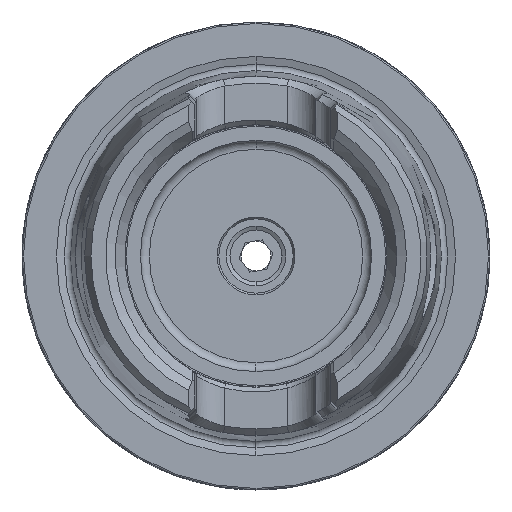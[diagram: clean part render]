
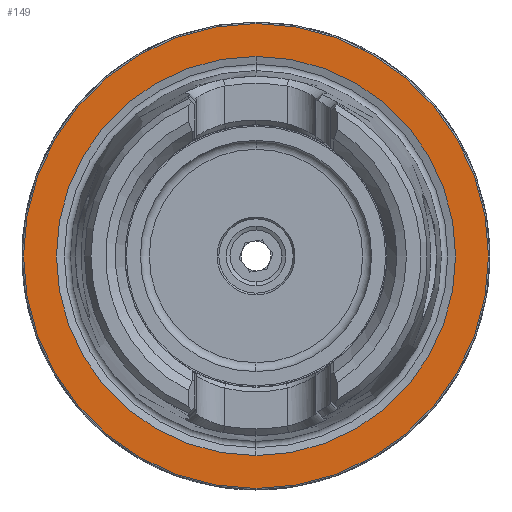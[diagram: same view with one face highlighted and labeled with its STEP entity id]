
A CAD part, left-side view. The second image highlights one B-rep face of the part: STEP entity #149.
In plain terms, the highlighted planar face has unit normal (-1, 0, 0).
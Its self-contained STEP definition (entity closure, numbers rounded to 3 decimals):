
#149 = ADVANCED_FACE ( 'NONE', ( #3200, #3198 ), #394, .F. ) ;
#391 = CARTESIAN_POINT ( 'NONE',  ( 0., 31.275, 0. ) ) ;
#394 = PLANE ( 'NONE',  #4181 ) ;
#396 = DIRECTION ( 'NONE',  ( 1., 0., 0. ) ) ;
#397 = DIRECTION ( 'NONE',  ( 0., 0., -1. ) ) ;
#755 = VERTEX_POINT ( 'NONE', #5121 ) ;
#765 = VERTEX_POINT ( 'NONE', #5131 ) ;
#782 = VERTEX_POINT ( 'NONE', #5148 ) ;
#786 = VERTEX_POINT ( 'NONE', #5152 ) ;
#1345 = EDGE_CURVE ( 'NONE', #782, #755, #3813, .T. ) ;
#1348 = EDGE_CURVE ( 'NONE', #786, #765, #3819, .T. ) ;
#1410 = EDGE_CURVE ( 'NONE', #765, #786, #3865, .T. ) ;
#1411 = EDGE_CURVE ( 'NONE', #755, #782, #3866, .T. ) ;
#1869 = ORIENTED_EDGE ( 'NONE', *, *, #1411, .F. ) ;
#1870 = ORIENTED_EDGE ( 'NONE', *, *, #1345, .F. ) ;
#1871 = ORIENTED_EDGE ( 'NONE', *, *, #1348, .T. ) ;
#1872 = ORIENTED_EDGE ( 'NONE', *, *, #1410, .T. ) ;
#2739 = EDGE_LOOP ( 'NONE', ( #1871, #1872 ) ) ;
#2740 = EDGE_LOOP ( 'NONE', ( #1869, #1870 ) ) ;
#3198 = FACE_OUTER_BOUND ( 'NONE', #2739, .T. ) ;
#3200 = FACE_BOUND ( 'NONE', #2740, .T. ) ;
#3813 = CIRCLE ( 'NONE', #4403, 26.85 ) ;
#3819 = CIRCLE ( 'NONE', #4405, 31.275 ) ;
#3865 = CIRCLE ( 'NONE', #4437, 31.275 ) ;
#3866 = CIRCLE ( 'NONE', #4438, 26.85 ) ;
#4181 = AXIS2_PLACEMENT_3D ( 'NONE', #391, #396, #397 ) ;
#4403 = AXIS2_PLACEMENT_3D ( 'NONE', #7212, #7213, #7214 ) ;
#4405 = AXIS2_PLACEMENT_3D ( 'NONE', #7219, #7220, #7221 ) ;
#4437 = AXIS2_PLACEMENT_3D ( 'NONE', #7437, #7438, #7439 ) ;
#4438 = AXIS2_PLACEMENT_3D ( 'NONE', #7440, #7441, #7442 ) ;
#5121 = CARTESIAN_POINT ( 'NONE',  ( 0., 0., 26.85 ) ) ;
#5131 = CARTESIAN_POINT ( 'NONE',  ( 0., 0., -31.275 ) ) ;
#5148 = CARTESIAN_POINT ( 'NONE',  ( 0., 0., -26.85 ) ) ;
#5152 = CARTESIAN_POINT ( 'NONE',  ( 0., 0., 31.275 ) ) ;
#7212 = CARTESIAN_POINT ( 'NONE',  ( 0., 0., 0. ) ) ;
#7213 = DIRECTION ( 'NONE',  ( -1., 0., 0. ) ) ;
#7214 = DIRECTION ( 'NONE',  ( 0., 0., 1. ) ) ;
#7219 = CARTESIAN_POINT ( 'NONE',  ( 0., 0., 0. ) ) ;
#7220 = DIRECTION ( 'NONE',  ( -1., 0., 0. ) ) ;
#7221 = DIRECTION ( 'NONE',  ( 0., 0., 1. ) ) ;
#7437 = CARTESIAN_POINT ( 'NONE',  ( 0., 0., 0. ) ) ;
#7438 = DIRECTION ( 'NONE',  ( -1., 0., 0. ) ) ;
#7439 = DIRECTION ( 'NONE',  ( 0., 0., 1. ) ) ;
#7440 = CARTESIAN_POINT ( 'NONE',  ( 0., 0., 0. ) ) ;
#7441 = DIRECTION ( 'NONE',  ( -1., 0., 0. ) ) ;
#7442 = DIRECTION ( 'NONE',  ( 0., 0., 1. ) ) ;
